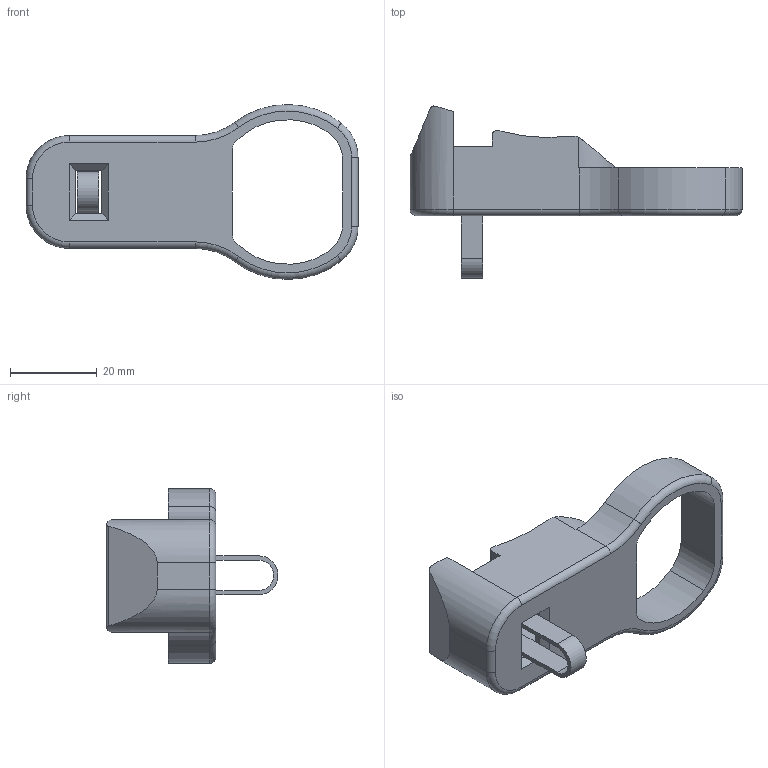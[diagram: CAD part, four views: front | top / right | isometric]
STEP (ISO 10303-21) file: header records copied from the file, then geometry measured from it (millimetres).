
FILE_DESCRIPTION((''),'2;1');
FILE_NAME('ASM0264_ASM','2021-09-06T17:14:37',('zhxmin'),(''),'CREO PARAMETRIC BY PTC INC, 2018020','CREO PARAMETRIC BY PTC INC, 2018020','');
FILE_SCHEMA(('CONFIG_CONTROL_DESIGN','SHAPE_APPEARANCE_LAYERS_GROUPS'));
Length unit declared in the file: millimetre
Products named in the file (3): 8123123; 8-271-169; ASM0264_ASM
Assembly tree (2 placements, depth 2):
  ASM0264_ASM
    8123123
    8-271-169
Bounding box: 76.5 x 39.62 x 40.3 mm (x, y, z)
Volume: 15704.2 mm3; surface area: 10450.4 mm2
Topology: 2 solids, 2 shells, 97 faces, 265 edges, 170 vertices
Faces by surface type: plane 49, cylinder 40, torus 8
Entity records: 3431 total; most frequent: CARTESIAN_POINT 655, DIRECTION 539, ORIENTED_EDGE 530, EDGE_CURVE 265, AXIS2_PLACEMENT_3D 188, COLOUR_RGB 176, VERTEX_POINT 170, VECTOR 163
